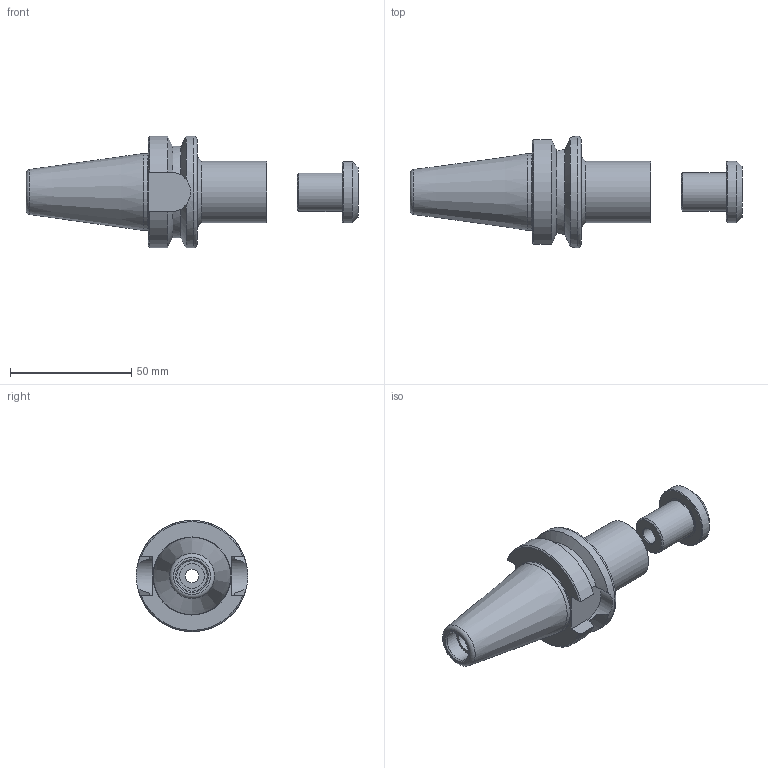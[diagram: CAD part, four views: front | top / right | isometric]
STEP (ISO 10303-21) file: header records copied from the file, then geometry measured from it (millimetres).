
FILE_DESCRIPTION(/* description */ (''),/* implementation_level */ '2;1');
FILE_NAME(/* name */ 'BT30-SSA.625-2.0.step',/* time_stamp */ '2026-01-06T17:05:02-06:00',/* author */ (''),/* organization */ (''),/* preprocessor_version */ 'ST-DEVELOPER v20.1',/* originating_system */ 'Autodesk Translation Framework v14.21.0.0',/* authorisation */ '');
FILE_SCHEMA (('AUTOMOTIVE_DESIGN { 1 0 10303 214 3 1 1 }'));
Length unit declared in the file: inch
Products named in the file (4): (Unsaved); BT30 SF.250-3.75 v3; BT30 DUAL CONTACT TEMPLATE FINALIZED; SSA 5/8-CAP
Assembly tree (3 placements, depth 3):
  (Unsaved)
    BT30 SF.250-3.75 v3
    BT30 DUAL CONTACT TEMPLATE FINALIZED
      SSA 5/8-CAP
Bounding box: 136.98 x 45.92 x 45.92 mm (x, y, z)
Volume: 63114 mm3; surface area: 18554.5 mm2
Topology: 2 solids, 2 shells, 74 faces, 175 edges, 112 vertices
Faces by surface type: cylinder 27, cone 25, plane 19, torus 3
Full cylindrical faces by diameter (mm): 1.27 x8, 5.436 x1, 6.807 x1, 10.16 x2, 12.548 x1, 15.618 x1, 15.872 x1, 15.875 x1, 17.396 x1, 25.324 x1, 25.4 x1, 31.75 x1, 45.923 x1
Entity records: 2318 total; most frequent: CARTESIAN_POINT 456, DIRECTION 396, ORIENTED_EDGE 334, AXIS2_PLACEMENT_3D 168, EDGE_CURVE 167, VERTEX_POINT 112, EDGE_LOOP 93, CIRCLE 87
